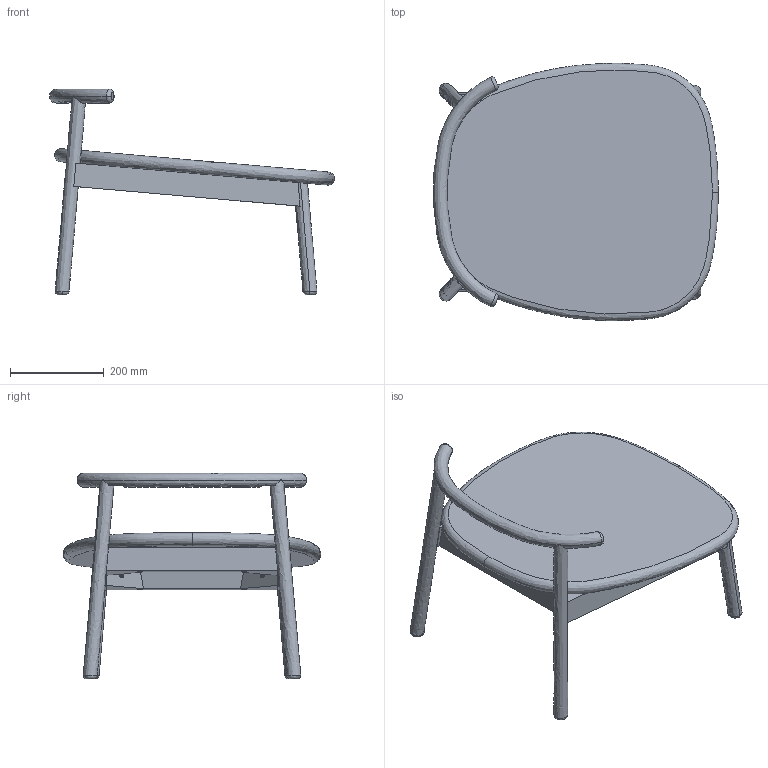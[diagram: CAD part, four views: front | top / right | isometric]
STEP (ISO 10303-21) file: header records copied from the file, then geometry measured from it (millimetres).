
FILE_DESCRIPTION(/* description */ (''),/* implementation_level */ '2;1');
FILE_NAME(/* name */ 'SQUATS~3',/* time_stamp */ '2023-12-18T14:32:08+01:00',/* author */ (''),/* organization */ (''),/* preprocessor_version */ 'ST-DEVELOPER v15',/* originating_system */ '',/* authorisation */ '');
FILE_SCHEMA (('AUTOMOTIVE_DESIGN'));
Length unit declared in the file: millimetre
Products named in the file (1): Document
Bounding box: 608.89 x 550.16 x 439.48 mm (x, y, z)
Volume: 11941021.8 mm3; surface area: 1159474.8 mm2
Topology: 16 solids, 16 shells, 312 faces, 662 edges, 432 vertices
Faces by surface type: bspline 202, plane 110
Entity records: 13289 total; most frequent: CARTESIAN_POINT 8940, ORIENTED_EDGE 1324, EDGE_CURVE 662, VERTEX_POINT 432, EDGE_LOOP 398, ADVANCED_FACE 312, FACE_OUTER_BOUND 312, B_SPLINE_CURVE_WITH_KNOTS 286
